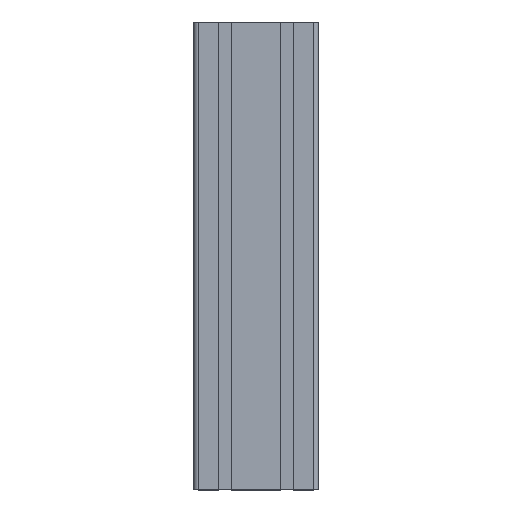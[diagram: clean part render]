
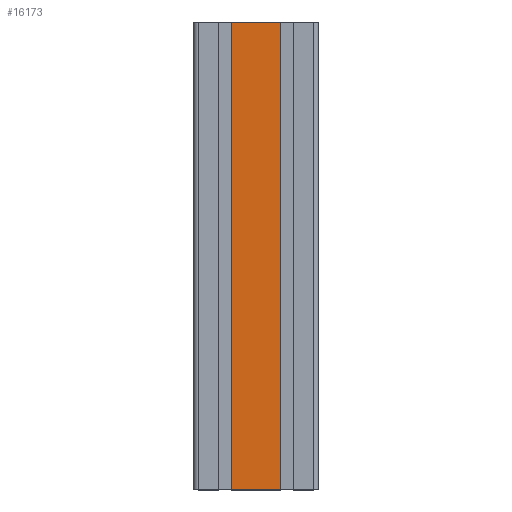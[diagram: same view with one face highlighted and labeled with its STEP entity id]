
A CAD part, top view. The second image highlights one B-rep face of the part: STEP entity #16173.
In plain terms, the highlighted face is planar.
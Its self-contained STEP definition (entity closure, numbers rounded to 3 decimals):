
#518 = ORIENTED_EDGE ( 'NONE', *, *, #15539, .F. ) ;
#536 = ORIENTED_EDGE ( 'NONE', *, *, #17570, .T. ) ;
#555 = ORIENTED_EDGE ( 'NONE', *, *, #17141, .T. ) ;
#583 = ORIENTED_EDGE ( 'NONE', *, *, #17540, .F. ) ;
#4097 = VERTEX_POINT ( 'NONE', #18282 ) ;
#4142 = VERTEX_POINT ( 'NONE', #18325 ) ;
#6759 = CARTESIAN_POINT ( 'NONE',  ( -15.9, 40., 0. ) ) ;
#6782 = CARTESIAN_POINT ( 'NONE',  ( 15.9, 40., 0. ) ) ;
#6873 = LINE ( 'NONE', #6882, #15978 ) ;
#6882 = CARTESIAN_POINT ( 'NONE',  ( -15.9, 40., -300. ) ) ;
#6900 = DIRECTION ( 'NONE',  ( 0., 0., 1. ) ) ;
#8119 = DIRECTION ( 'NONE',  ( 0., 0., 1. ) ) ;
#8133 = CARTESIAN_POINT ( 'NONE',  ( 15.9, 40., -300. ) ) ;
#8175 = LINE ( 'NONE', #8133, #15865 ) ;
#9336 = FACE_OUTER_BOUND ( 'NONE', #14083, .T. ) ;
#9339 = PLANE ( 'NONE',  #13087 ) ;
#9346 = DIRECTION ( 'NONE',  ( 0., 0., -1. ) ) ;
#9375 = CARTESIAN_POINT ( 'NONE',  ( -15.9, 40., -300. ) ) ;
#9376 = DIRECTION ( 'NONE',  ( 0., -1., 0. ) ) ;
#10196 = LINE ( 'NONE', #10230, #13071 ) ;
#10227 = DIRECTION ( 'NONE',  ( 1., 0., 0. ) ) ;
#10230 = CARTESIAN_POINT ( 'NONE',  ( -15.9, 40., -300. ) ) ;
#11016 = CARTESIAN_POINT ( 'NONE',  ( -15.9, 40., 0. ) ) ;
#11020 = DIRECTION ( 'NONE',  ( 1., 0., 0. ) ) ;
#11045 = LINE ( 'NONE', #11016, #12860 ) ;
#12860 = VECTOR ( 'NONE', #11020, 1000. ) ;
#13071 = VECTOR ( 'NONE', #10227, 1000. ) ;
#13087 = AXIS2_PLACEMENT_3D ( 'NONE', #9375, #9376, #9346 ) ;
#14083 = EDGE_LOOP ( 'NONE', ( #555, #583, #518, #536 ) ) ;
#15539 = EDGE_CURVE ( 'NONE', #4142, #4097, #10196, .T. ) ;
#15865 = VECTOR ( 'NONE', #8119, 1000. ) ;
#15978 = VECTOR ( 'NONE', #6900, 1000. ) ;
#16173 = ADVANCED_FACE ( 'NONE', ( #9336 ), #9339, .F. ) ;
#17141 = EDGE_CURVE ( 'NONE', #17930, #17942, #11045, .T. ) ;
#17540 = EDGE_CURVE ( 'NONE', #4097, #17942, #8175, .T. ) ;
#17570 = EDGE_CURVE ( 'NONE', #4142, #17930, #6873, .T. ) ;
#17930 = VERTEX_POINT ( 'NONE', #6759 ) ;
#17942 = VERTEX_POINT ( 'NONE', #6782 ) ;
#18282 = CARTESIAN_POINT ( 'NONE',  ( 15.9, 40., -300. ) ) ;
#18325 = CARTESIAN_POINT ( 'NONE',  ( -15.9, 40., -300. ) ) ;
